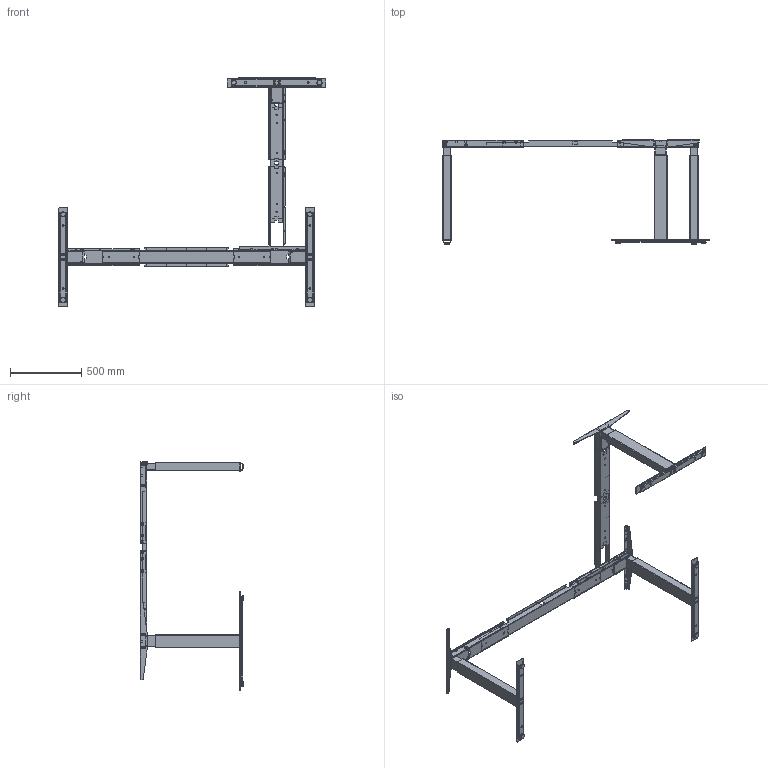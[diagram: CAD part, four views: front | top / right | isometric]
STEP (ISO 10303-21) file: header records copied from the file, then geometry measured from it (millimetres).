
FILE_DESCRIPTION (( 'STEP AP203' ), '1' );
FILE_NAME ('CL32AAxxxxxxx_Fl174_Fl115.STEP', '2017-12-01T11:04:17', ( '' ), ( '' ), 'SwSTEP 2.0', 'SolidWorks 2015', '' );
FILE_SCHEMA (( 'CONFIG_CONTROL_DESIGN' ));
Products named in the file (1): CL32AAxxxxxxx_Fl174_Fl115
Bounding box: 1877 x 726.9 x 1602.88 mm (x, y, z)
Surface area: 3112470.3 mm2 (no closed solid volume)
Topology: 0 solids, 259 shells, 2038 faces, 10562 edges, 8480 vertices
Faces by surface type: plane 1065, cylinder 713, torus 86, cone 83, sphere 49, bspline 42
Entity records: 105531 total; most frequent: CARTESIAN_POINT 26143, DIRECTION 16323, ORIENTED_EDGE 13871, EDGE_CURVE 10551, VERTEX_POINT 8480, LINE 6407, VECTOR 6407, AXIS2_PLACEMENT_3D 4958
